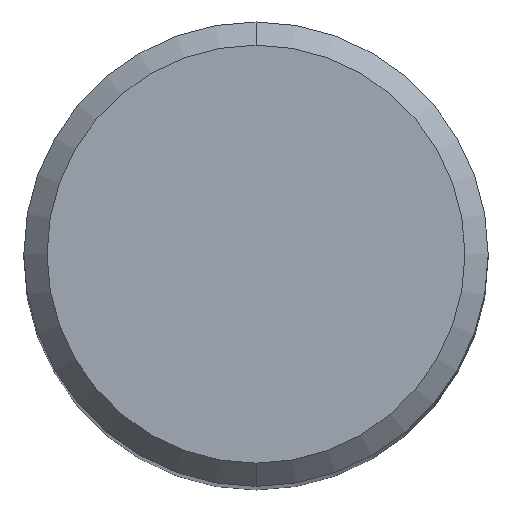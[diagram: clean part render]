
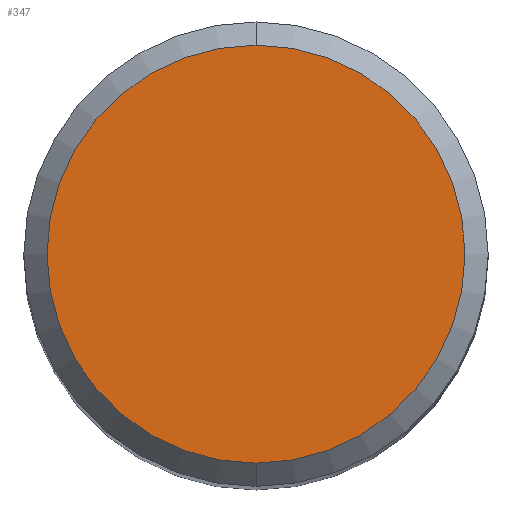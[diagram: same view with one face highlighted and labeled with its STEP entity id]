
A CAD part, top view. The second image highlights one B-rep face of the part: STEP entity #347.
In plain terms, the highlighted planar face has unit normal (0, 0, 1).
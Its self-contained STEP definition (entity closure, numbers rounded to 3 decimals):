
#227=EDGE_CURVE('',#363,#393,#539,.T.);
#347=ADVANCED_FACE('',(#672),#673,.T.);
#363=VERTEX_POINT('',#690);
#393=VERTEX_POINT('',#725);
#401=EDGE_CURVE('',#393,#363,#734,.T.);
#539=CIRCLE('',#913,4.5);
#672=FACE_OUTER_BOUND('',#1234,.T.);
#673=PLANE('',#1235);
#690=CARTESIAN_POINT('',(0.,-4.5,0.0));
#725=CARTESIAN_POINT('',(0.0,4.5,0.0));
#734=CIRCLE('',#1309,4.5);
#913=AXIS2_PLACEMENT_3D('',#1547,#1548,#1549);
#1234=EDGE_LOOP('',(#1702,#1703));
#1235=AXIS2_PLACEMENT_3D('',#1704,#1705,#1706);
#1309=AXIS2_PLACEMENT_3D('',#1783,#1784,#1785);
#1547=CARTESIAN_POINT('',(0.0,0.0,0.0));
#1548=DIRECTION('',(0.0,0.0,-1.0));
#1549=DIRECTION('',(0.0,1.0,0.0));
#1702=ORIENTED_EDGE('',*,*,#401,.F.);
#1703=ORIENTED_EDGE('',*,*,#227,.F.);
#1704=CARTESIAN_POINT('',(0.0,2.25,0.0));
#1705=DIRECTION('',(-0.0,0.0,1.0));
#1706=DIRECTION('',(0.0,-1.0,0.0));
#1783=CARTESIAN_POINT('',(0.0,0.0,0.0));
#1784=DIRECTION('',(0.0,0.0,-1.0));
#1785=DIRECTION('',(0.0,1.0,0.0));
